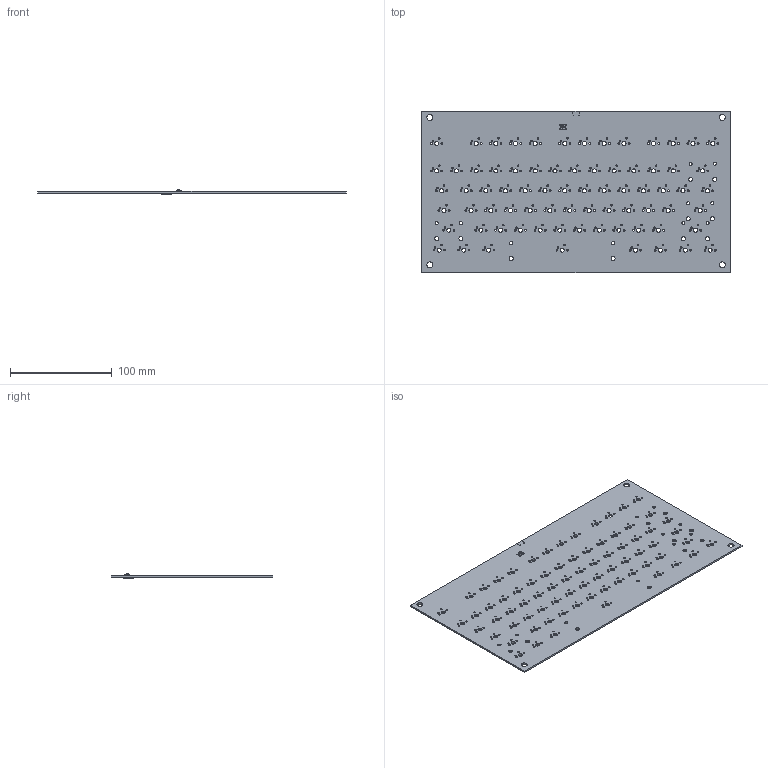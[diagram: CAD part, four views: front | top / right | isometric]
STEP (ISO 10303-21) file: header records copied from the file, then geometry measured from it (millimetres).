
FILE_DESCRIPTION(('KiCad electronic assembly'),'2;1');
FILE_NAME('CustomKeyboard.step','2024-06-30T22:08:17',('Pcbnew'),( 'Kicad'),'Open CASCADE STEP processor 7.8','KiCad to STEP converter' ,'Unknown');
FILE_SCHEMA(('AUTOMOTIVE_DESIGN { 1 0 10303 214 1 1 1 1 }'));
Length unit declared in the file: millimetre
Products named in the file (14): CustomKeyboard 1; SW_SPST_TL3342; D_0603_1608Metric; D_0603; C_0603_1608Metric; R_0603_1608Metric; TQFP-44_10x10mm_P0.8mm; TQFP_44_10x10mm_P08mm; Crystal_SMD_SeikoEpson_FA238-4Pin_3.2x2.5mm; CustomKeyboard_PCB
Assembly tree (96 placements, depth 3):
  CustomKeyboard 1
    SW_SPST_TL3342
      SW_SPST_TL3342
    D_0603_1608Metric  x74
      D_0603
    C_0603_1608Metric  x8
      C_0603_1608Metric
    R_0603_1608Metric  x4
      R_0603_1608Metric
    TQFP-44_10x10mm_P0.8mm
      TQFP_44_10x10mm_P08mm
    Crystal_SMD_SeikoEpson_FA238-4Pin_3.2x2.5mm
      Crystal_SMD_SeikoEpson_FA238-4Pin_3.2x2.5mm
    CustomKeyboard_PCB
Bounding box: 302.51 x 158.29 x 4.34 mm (x, y, z)
Volume: 73840.1 mm3; surface area: 98836 mm2
Topology: 90 solids, 91 shells, 4555 faces, 12566 edges, 8293 vertices
Faces by surface type: plane 2670, cylinder 1792, bspline 92, torus 1
Full cylindrical faces by diameter (mm): 0.5 x1, 1.5 x148, 1.7 x30, 1.75 x118, 2 x1, 3.05 x10, 4 x84, 6 x4
Entity records: 58677 total; most frequent: CARTESIAN_POINT 11813, DIRECTION 8058, ORIENTED_EDGE 7948, EDGE_CURVE 3974, AXIS2_PLACEMENT_3D 2757, VERTEX_POINT 2569, LINE 2544, VECTOR 2544
